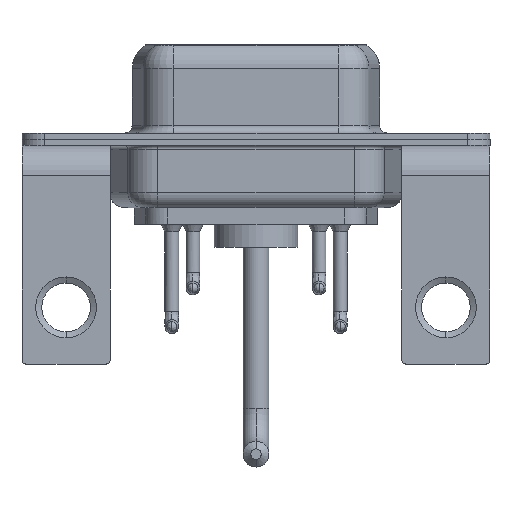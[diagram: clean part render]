
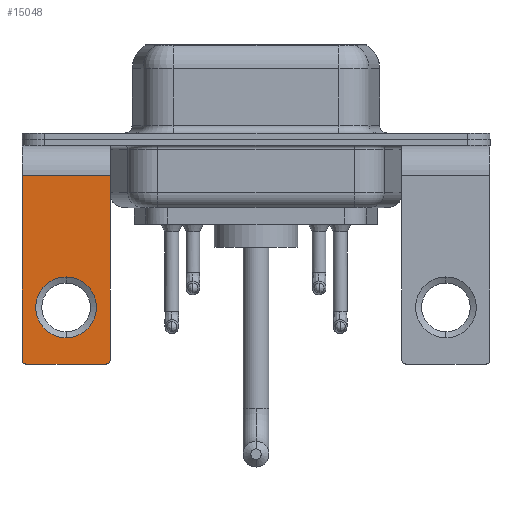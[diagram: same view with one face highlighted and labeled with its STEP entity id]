
A CAD part, front view. The second image highlights one B-rep face of the part: STEP entity #15048.
In plain terms, the highlighted planar face has unit normal (0, -1, 0).
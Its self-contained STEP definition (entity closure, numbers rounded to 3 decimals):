
#133 = VERTEX_POINT ( 'NONE', #8257 ) ;
#771 = DIRECTION ( 'NONE',  ( 0., 0., -1. ) ) ;
#869 = VERTEX_POINT ( 'NONE', #14160 ) ;
#1196 = DIRECTION ( 'NONE',  ( 0., 0., 1. ) ) ;
#1275 = CIRCLE ( 'NONE', #10964, 2. ) ;
#1434 = EDGE_CURVE ( 'NONE', #869, #15188, #12214, .T. ) ;
#1532 = CARTESIAN_POINT ( 'NONE',  ( -2.9, -6.25, -2.4 ) ) ;
#1708 = AXIS2_PLACEMENT_3D ( 'NONE', #16897, #14058, #10114 ) ;
#1965 = FACE_BOUND ( 'NONE', #6038, .T. ) ;
#2175 = VECTOR ( 'NONE', #2413, 1000. ) ;
#2413 = DIRECTION ( 'NONE',  ( -1., 0., 0. ) ) ;
#2496 = CARTESIAN_POINT ( 'NONE',  ( 2.9, -6.25, -2.4 ) ) ;
#2624 = CARTESIAN_POINT ( 'NONE',  ( -2.65, -6.25, -14.8 ) ) ;
#2784 = CIRCLE ( 'NONE', #12666, 0.25 ) ;
#3302 = CARTESIAN_POINT ( 'NONE',  ( 2.9, -6.25, -14.8 ) ) ;
#3517 = DIRECTION ( 'NONE',  ( 0., 0., 1. ) ) ;
#3888 = ORIENTED_EDGE ( 'NONE', *, *, #5700, .T. ) ;
#4184 = VECTOR ( 'NONE', #771, 1000. ) ;
#4546 = PLANE ( 'NONE',  #8502 ) ;
#4690 = DIRECTION ( 'NONE',  ( 0., -1., 0. ) ) ;
#5399 = CIRCLE ( 'NONE', #10908, 0.25 ) ;
#5548 = ORIENTED_EDGE ( 'NONE', *, *, #16942, .T. ) ;
#5700 = EDGE_CURVE ( 'NONE', #15188, #12205, #2784, .T. ) ;
#5830 = DIRECTION ( 'NONE',  ( 0., 0., 1. ) ) ;
#5874 = VERTEX_POINT ( 'NONE', #8711 ) ;
#5953 = ORIENTED_EDGE ( 'NONE', *, *, #1434, .T. ) ;
#5973 = ORIENTED_EDGE ( 'NONE', *, *, #15244, .T. ) ;
#5986 = EDGE_CURVE ( 'NONE', #8975, #12205, #12493, .T. ) ;
#6019 = CARTESIAN_POINT ( 'NONE',  ( 2.9, -6.25, -2.4 ) ) ;
#6038 = EDGE_LOOP ( 'NONE', ( #8909, #11964 ) ) ;
#6045 = DIRECTION ( 'NONE',  ( 0., 0., 1. ) ) ;
#6307 = VERTEX_POINT ( 'NONE', #16185 ) ;
#6826 = EDGE_CURVE ( 'NONE', #14667, #133, #13316, .T. ) ;
#6935 = EDGE_CURVE ( 'NONE', #6307, #5874, #16551, .T. ) ;
#7582 = DIRECTION ( 'NONE',  ( -1., 0., 0. ) ) ;
#8257 = CARTESIAN_POINT ( 'NONE',  ( 2.9, -6.25, -14.55 ) ) ;
#8368 = CARTESIAN_POINT ( 'NONE',  ( -2.65, -6.25, -14.55 ) ) ;
#8502 = AXIS2_PLACEMENT_3D ( 'NONE', #6019, #11260, #3517 ) ;
#8540 = DIRECTION ( 'NONE',  ( 0., -1., 0. ) ) ;
#8711 = CARTESIAN_POINT ( 'NONE',  ( 0., -6.25, -13.07 ) ) ;
#8909 = ORIENTED_EDGE ( 'NONE', *, *, #14234, .T. ) ;
#8975 = VERTEX_POINT ( 'NONE', #13598 ) ;
#9299 = CARTESIAN_POINT ( 'NONE',  ( -2.9, -6.25, -14.55 ) ) ;
#9969 = ORIENTED_EDGE ( 'NONE', *, *, #6826, .F. ) ;
#10045 = EDGE_LOOP ( 'NONE', ( #5953, #3888, #14576, #5548, #9969, #5973 ) ) ;
#10114 = DIRECTION ( 'NONE',  ( 0., 0., 1. ) ) ;
#10908 = AXIS2_PLACEMENT_3D ( 'NONE', #11240, #4690, #5830 ) ;
#10964 = AXIS2_PLACEMENT_3D ( 'NONE', #15509, #11805, #1196 ) ;
#11240 = CARTESIAN_POINT ( 'NONE',  ( 2.65, -6.25, -14.55 ) ) ;
#11260 = DIRECTION ( 'NONE',  ( 0., 1., 0. ) ) ;
#11516 = VECTOR ( 'NONE', #15835, 1000. ) ;
#11805 = DIRECTION ( 'NONE',  ( 0., 1., 0. ) ) ;
#11964 = ORIENTED_EDGE ( 'NONE', *, *, #6935, .T. ) ;
#12205 = VERTEX_POINT ( 'NONE', #2624 ) ;
#12214 = LINE ( 'NONE', #1532, #11516 ) ;
#12493 = LINE ( 'NONE', #3302, #14606 ) ;
#12666 = AXIS2_PLACEMENT_3D ( 'NONE', #8368, #8540, #6045 ) ;
#13316 = LINE ( 'NONE', #15435, #4184 ) ;
#13598 = CARTESIAN_POINT ( 'NONE',  ( 2.65, -6.25, -14.8 ) ) ;
#13759 = FACE_OUTER_BOUND ( 'NONE', #10045, .T. ) ;
#14058 = DIRECTION ( 'NONE',  ( 0., 1., 0. ) ) ;
#14160 = CARTESIAN_POINT ( 'NONE',  ( -2.9, -6.25, -2.4 ) ) ;
#14234 = EDGE_CURVE ( 'NONE', #5874, #6307, #1275, .T. ) ;
#14294 = LINE ( 'NONE', #2496, #2175 ) ;
#14456 = CARTESIAN_POINT ( 'NONE',  ( 2.9, -6.25, -2.4 ) ) ;
#14576 = ORIENTED_EDGE ( 'NONE', *, *, #5986, .F. ) ;
#14606 = VECTOR ( 'NONE', #7582, 1000. ) ;
#14667 = VERTEX_POINT ( 'NONE', #14456 ) ;
#15048 = ADVANCED_FACE ( 'NONE', ( #1965, #13759 ), #4546, .F. ) ;
#15188 = VERTEX_POINT ( 'NONE', #9299 ) ;
#15244 = EDGE_CURVE ( 'NONE', #14667, #869, #14294, .T. ) ;
#15435 = CARTESIAN_POINT ( 'NONE',  ( 2.9, -6.25, -2.4 ) ) ;
#15509 = CARTESIAN_POINT ( 'NONE',  ( 0., -6.25, -11.07 ) ) ;
#15835 = DIRECTION ( 'NONE',  ( 0., 0., -1. ) ) ;
#16185 = CARTESIAN_POINT ( 'NONE',  ( 0., -6.25, -9.07 ) ) ;
#16551 = CIRCLE ( 'NONE', #1708, 2. ) ;
#16897 = CARTESIAN_POINT ( 'NONE',  ( 0., -6.25, -11.07 ) ) ;
#16942 = EDGE_CURVE ( 'NONE', #8975, #133, #5399, .T. ) ;
